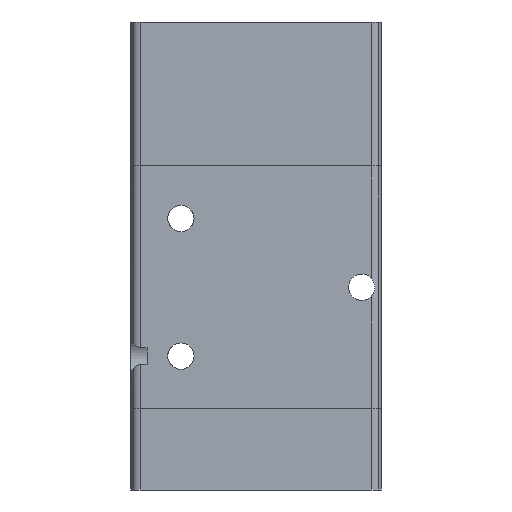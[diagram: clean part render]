
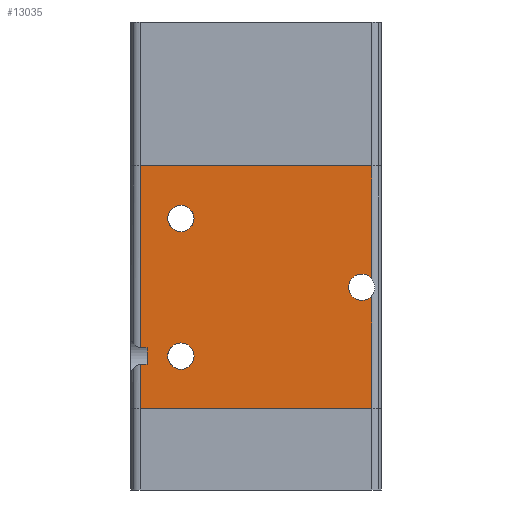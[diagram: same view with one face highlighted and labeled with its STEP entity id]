
A CAD part, left-side view. The second image highlights one B-rep face of the part: STEP entity #13035.
In plain terms, the highlighted planar face has unit normal (-1, 0, 0).
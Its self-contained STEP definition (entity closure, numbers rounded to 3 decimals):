
#162=CARTESIAN_POINT('',(-11.0,14.5,-15.042));
#163=VERTEX_POINT('',#162);
#177=CARTESIAN_POINT('',(-11.0,14.5,14.05));
#178=VERTEX_POINT('',#177);
#179=CARTESIAN_POINT('',(-11.0,14.5,-15.042));
#180=DIRECTION('',(0.0,0.0,1.0));
#181=VECTOR('',#180,29.092);
#182=LINE('',#179,#181);
#183=EDGE_CURVE('',#163,#178,#182,.T.);
#319=CARTESIAN_POINT('',(-11.,8.,3.55));
#320=VERTEX_POINT('',#319);
#329=CARTESIAN_POINT('',(-11.,8.,7.75));
#330=VERTEX_POINT('',#329);
#331=CARTESIAN_POINT('',(-11.,8.,5.65));
#332=DIRECTION('',(1.0,0.0,0.0));
#333=DIRECTION('',(0.0,0.0,-1.0));
#334=AXIS2_PLACEMENT_3D('',#331,#332,#333);
#335=CIRCLE('',#334,2.1);
#336=EDGE_CURVE('',#330,#320,#335,.T.);
#433=CARTESIAN_POINT('',(-11.0,-20.9,-7.45));
#434=VERTEX_POINT('',#433);
#443=CARTESIAN_POINT('',(-11.0,-22.5,-6.71));
#444=VERTEX_POINT('',#443);
#445=CARTESIAN_POINT('',(-11.0,-20.9,-5.35));
#446=DIRECTION('',(1.0,0.0,0.0));
#447=DIRECTION('',(0.0,0.0,-1.0));
#448=AXIS2_PLACEMENT_3D('',#445,#446,#447);
#449=CIRCLE('',#448,2.1);
#450=EDGE_CURVE('',#444,#434,#449,.T.);
#452=CARTESIAN_POINT('',(-11.0,-22.5,-3.99));
#453=VERTEX_POINT('',#452);
#475=CARTESIAN_POINT('',(-11.0,-20.9,-3.25));
#476=VERTEX_POINT('',#475);
#477=CARTESIAN_POINT('',(-11.0,-20.9,-5.35));
#478=DIRECTION('',(1.0,0.0,0.0));
#479=DIRECTION('',(0.0,0.0,-1.0));
#480=AXIS2_PLACEMENT_3D('',#477,#478,#479);
#481=CIRCLE('',#480,2.1);
#482=EDGE_CURVE('',#476,#453,#481,.T.);
#833=CARTESIAN_POINT('',(-11.0,14.5,-24.75));
#834=VERTEX_POINT('',#833);
#842=CARTESIAN_POINT('',(-11.0,14.5,-17.658));
#843=VERTEX_POINT('',#842);
#844=CARTESIAN_POINT('',(-11.0,14.5,-24.75));
#845=DIRECTION('',(0.0,0.0,1.0));
#846=VECTOR('',#845,7.092);
#847=LINE('',#844,#846);
#848=EDGE_CURVE('',#834,#843,#847,.T.);
#978=CARTESIAN_POINT('',(-11.0,13.4,-17.658));
#979=VERTEX_POINT('',#978);
#980=CARTESIAN_POINT('',(-11.0,13.4,-17.658));
#981=DIRECTION('',(0.0,1.0,0.0));
#982=VECTOR('',#981,1.1);
#983=LINE('',#980,#982);
#984=EDGE_CURVE('',#979,#843,#983,.T.);
#1011=CARTESIAN_POINT('',(-11.0,13.4,-15.042));
#1012=VERTEX_POINT('',#1011);
#1020=CARTESIAN_POINT('',(-11.0,14.5,-15.042));
#1021=DIRECTION('',(0.0,-1.0,0.0));
#1022=VECTOR('',#1021,1.1);
#1023=LINE('',#1020,#1022);
#1024=EDGE_CURVE('',#163,#1012,#1023,.T.);
#2612=CARTESIAN_POINT('',(-11.,8.,-18.45));
#2613=VERTEX_POINT('',#2612);
#2622=CARTESIAN_POINT('',(-11.,8.,-14.25));
#2623=VERTEX_POINT('',#2622);
#2624=CARTESIAN_POINT('',(-11.,8.,-16.35));
#2625=DIRECTION('',(1.0,0.0,0.0));
#2626=DIRECTION('',(0.0,0.0,-1.0));
#2627=AXIS2_PLACEMENT_3D('',#2624,#2625,#2626);
#2628=CIRCLE('',#2627,2.1);
#2629=EDGE_CURVE('',#2623,#2613,#2628,.T.);
#12787=CARTESIAN_POINT('',(-11.,8.,-16.35));
#12788=DIRECTION('',(1.0,0.0,0.0));
#12789=DIRECTION('',(0.0,0.0,-1.0));
#12790=AXIS2_PLACEMENT_3D('',#12787,#12788,#12789);
#12791=CIRCLE('',#12790,2.1);
#12792=EDGE_CURVE('',#2613,#2623,#12791,.T.);
#12926=CARTESIAN_POINT('',(-11.0,13.4,-15.042));
#12927=DIRECTION('',(0.0,0.0,-1.0));
#12928=VECTOR('',#12927,2.615);
#12929=LINE('',#12926,#12928);
#12930=EDGE_CURVE('',#1012,#979,#12929,.T.);
#12972=CARTESIAN_POINT('',(-11.0,-24.,-24.75));
#12973=DIRECTION('',(-1.0,0.0,0.0));
#12974=DIRECTION('',(0.0,0.0,1.0));
#12975=AXIS2_PLACEMENT_3D('',#12972,#12973,#12974);
#12976=PLANE('',#12975);
#12977=ORIENTED_EDGE('',*,*,#1024,.T.);
#12978=ORIENTED_EDGE('',*,*,#12930,.T.);
#12979=ORIENTED_EDGE('',*,*,#984,.T.);
#12980=ORIENTED_EDGE('',*,*,#848,.F.);
#12981=CARTESIAN_POINT('',(-11.0,-22.5,-24.75));
#12982=VERTEX_POINT('',#12981);
#12983=CARTESIAN_POINT('',(-11.0,14.5,-24.75));
#12984=DIRECTION('',(0.0,-1.0,0.0));
#12985=VECTOR('',#12984,37.0);
#12986=LINE('',#12983,#12985);
#12987=EDGE_CURVE('',#834,#12982,#12986,.T.);
#12988=ORIENTED_EDGE('',*,*,#12987,.T.);
#12989=CARTESIAN_POINT('',(-11.0,-22.5,-6.71));
#12990=DIRECTION('',(0.0,0.0,-1.0));
#12991=VECTOR('',#12990,18.04);
#12992=LINE('',#12989,#12991);
#12993=EDGE_CURVE('',#444,#12982,#12992,.T.);
#12994=ORIENTED_EDGE('',*,*,#12993,.F.);
#12995=ORIENTED_EDGE('',*,*,#450,.T.);
#12996=CARTESIAN_POINT('',(-11.0,-20.9,-5.35));
#12997=DIRECTION('',(1.0,0.0,0.0));
#12998=DIRECTION('',(0.0,0.0,-1.0));
#12999=AXIS2_PLACEMENT_3D('',#12996,#12997,#12998);
#13000=CIRCLE('',#12999,2.1);
#13001=EDGE_CURVE('',#434,#476,#13000,.T.);
#13002=ORIENTED_EDGE('',*,*,#13001,.T.);
#13003=ORIENTED_EDGE('',*,*,#482,.T.);
#13004=CARTESIAN_POINT('',(-11.0,-22.5,14.05));
#13005=VERTEX_POINT('',#13004);
#13006=CARTESIAN_POINT('',(-11.0,-22.5,14.05));
#13007=DIRECTION('',(0.0,0.0,-1.0));
#13008=VECTOR('',#13007,18.04);
#13009=LINE('',#13006,#13008);
#13010=EDGE_CURVE('',#13005,#453,#13009,.T.);
#13011=ORIENTED_EDGE('',*,*,#13010,.F.);
#13012=CARTESIAN_POINT('',(-11.0,-22.5,14.05));
#13013=DIRECTION('',(0.0,1.0,0.0));
#13014=VECTOR('',#13013,37.0);
#13015=LINE('',#13012,#13014);
#13016=EDGE_CURVE('',#13005,#178,#13015,.T.);
#13017=ORIENTED_EDGE('',*,*,#13016,.T.);
#13018=ORIENTED_EDGE('',*,*,#183,.F.);
#13019=EDGE_LOOP('',(#12977,#12978,#12979,#12980,#12988,#12994,#12995,#13002,#13003,#13011,#13017,#13018));
#13020=FACE_OUTER_BOUND('',#13019,.T.);
#13021=ORIENTED_EDGE('',*,*,#2629,.T.);
#13022=ORIENTED_EDGE('',*,*,#12792,.T.);
#13023=EDGE_LOOP('',(#13021,#13022));
#13024=FACE_BOUND('',#13023,.T.);
#13025=ORIENTED_EDGE('',*,*,#336,.T.);
#13026=CARTESIAN_POINT('',(-11.,8.,5.65));
#13027=DIRECTION('',(1.0,0.0,0.0));
#13028=DIRECTION('',(0.0,0.0,-1.0));
#13029=AXIS2_PLACEMENT_3D('',#13026,#13027,#13028);
#13030=CIRCLE('',#13029,2.1);
#13031=EDGE_CURVE('',#320,#330,#13030,.T.);
#13032=ORIENTED_EDGE('',*,*,#13031,.T.);
#13033=EDGE_LOOP('',(#13025,#13032));
#13034=FACE_BOUND('',#13033,.T.);
#13035=ADVANCED_FACE('',(#13020,#13024,#13034),#12976,.T.);
